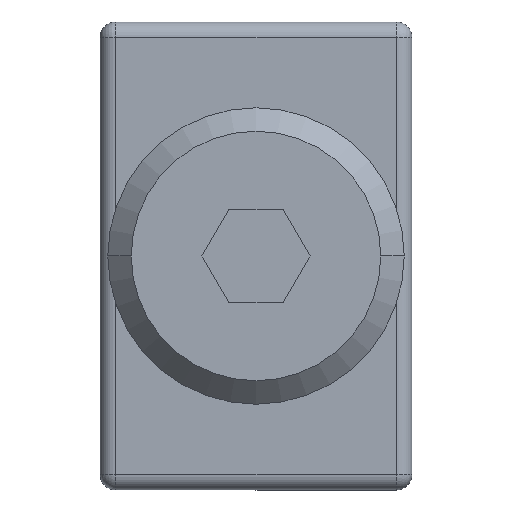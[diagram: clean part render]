
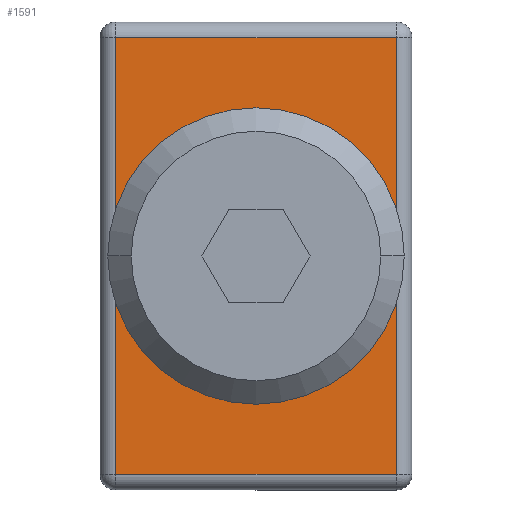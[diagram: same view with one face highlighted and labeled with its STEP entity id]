
A CAD part, left-side view. The second image highlights one B-rep face of the part: STEP entity #1591.
In plain terms, the highlighted face is planar.
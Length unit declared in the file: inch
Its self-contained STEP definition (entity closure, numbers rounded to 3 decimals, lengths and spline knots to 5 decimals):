
#194 = ORIENTED_EDGE ( 'NONE', *, *, #4239, .T. ) ;
#300 = DIRECTION ( 'NONE',  ( 0., 0., 1. ) ) ;
#944 = VERTEX_POINT ( 'NONE', #1874 ) ;
#957 = VERTEX_POINT ( 'NONE', #1580 ) ;
#962 = VERTEX_POINT ( 'NONE', #1561 ) ;
#1258 = ORIENTED_EDGE ( 'NONE', *, *, #3672, .T. ) ;
#1411 = CARTESIAN_POINT ( 'NONE',  ( 0., 0.01969, 0. ) ) ;
#1561 = CARTESIAN_POINT ( 'NONE',  ( 0.57087, 0.01969, 0. ) ) ;
#1580 = CARTESIAN_POINT ( 'NONE',  ( 0.01969, 0.37394, 0. ) ) ;
#1583 = VECTOR ( 'NONE', #3530, 39.37008 ) ;
#1591 = ADVANCED_FACE ( 'NONE', ( #4492, #2191 ), #3006, .F. ) ;
#1711 = AXIS2_PLACEMENT_3D ( 'NONE', #5541, #300, #3441 ) ;
#1874 = CARTESIAN_POINT ( 'NONE',  ( 0.57087, 0.37394, 0. ) ) ;
#2085 = CARTESIAN_POINT ( 'NONE',  ( 0.18898, 0.19681, 0. ) ) ;
#2174 = VERTEX_POINT ( 'NONE', #3729 ) ;
#2191 = FACE_BOUND ( 'NONE', #5424, .T. ) ;
#2218 = CIRCLE ( 'NONE', #4777, 0.1063 ) ;
#2528 = CARTESIAN_POINT ( 'NONE',  ( 0.29528, 0.19681, 0. ) ) ;
#2540 = ORIENTED_EDGE ( 'NONE', *, *, #3951, .T. ) ;
#2584 = DIRECTION ( 'NONE',  ( 0., 0., 1. ) ) ;
#2773 = AXIS2_PLACEMENT_3D ( 'NONE', #5142, #2584, #5567 ) ;
#2790 = LINE ( 'NONE', #5205, #1583 ) ;
#2916 = ORIENTED_EDGE ( 'NONE', *, *, #3465, .T. ) ;
#2980 = DIRECTION ( 'NONE',  ( 1., 0., 0. ) ) ;
#3006 = PLANE ( 'NONE',  #1711 ) ;
#3190 = VECTOR ( 'NONE', #5558, 39.37008 ) ;
#3300 = VERTEX_POINT ( 'NONE', #2085 ) ;
#3377 = VERTEX_POINT ( 'NONE', #3451 ) ;
#3387 = EDGE_CURVE ( 'NONE', #3377, #3300, #4517, .T. ) ;
#3441 = DIRECTION ( 'NONE',  ( 1., 0., 0. ) ) ;
#3451 = CARTESIAN_POINT ( 'NONE',  ( 0.40157, 0.19681, 0. ) ) ;
#3465 = EDGE_CURVE ( 'NONE', #3300, #3377, #2218, .T. ) ;
#3478 = VECTOR ( 'NONE', #5067, 39.37008 ) ;
#3530 = DIRECTION ( 'NONE',  ( 0., 1., 0. ) ) ;
#3545 = LINE ( 'NONE', #1411, #3936 ) ;
#3672 = EDGE_CURVE ( 'NONE', #957, #944, #4334, .T. ) ;
#3729 = CARTESIAN_POINT ( 'NONE',  ( 0.01969, 0.01969, 0. ) ) ;
#3731 = LINE ( 'NONE', #3795, #3478 ) ;
#3795 = CARTESIAN_POINT ( 'NONE',  ( 0.57087, 0., 0. ) ) ;
#3899 = ORIENTED_EDGE ( 'NONE', *, *, #3387, .T. ) ;
#3936 = VECTOR ( 'NONE', #4473, 39.37008 ) ;
#3951 = EDGE_CURVE ( 'NONE', #2174, #957, #2790, .T. ) ;
#4091 = EDGE_LOOP ( 'NONE', ( #4610, #194, #2540, #1258 ) ) ;
#4239 = EDGE_CURVE ( 'NONE', #962, #2174, #3545, .T. ) ;
#4334 = LINE ( 'NONE', #5132, #3190 ) ;
#4473 = DIRECTION ( 'NONE',  ( -1., 0., 0. ) ) ;
#4492 = FACE_OUTER_BOUND ( 'NONE', #4091, .T. ) ;
#4517 = CIRCLE ( 'NONE', #2773, 0.1063 ) ;
#4610 = ORIENTED_EDGE ( 'NONE', *, *, #5087, .T. ) ;
#4777 = AXIS2_PLACEMENT_3D ( 'NONE', #2528, #5521, #2980 ) ;
#5067 = DIRECTION ( 'NONE',  ( 0., -1., 0. ) ) ;
#5087 = EDGE_CURVE ( 'NONE', #944, #962, #3731, .T. ) ;
#5132 = CARTESIAN_POINT ( 'NONE',  ( 0.57087, 0.37394, 0. ) ) ;
#5142 = CARTESIAN_POINT ( 'NONE',  ( 0.29528, 0.19681, 0. ) ) ;
#5205 = CARTESIAN_POINT ( 'NONE',  ( 0.01969, 0.37394, 0. ) ) ;
#5424 = EDGE_LOOP ( 'NONE', ( #3899, #2916 ) ) ;
#5521 = DIRECTION ( 'NONE',  ( 0., 0., 1. ) ) ;
#5541 = CARTESIAN_POINT ( 'NONE',  ( 0., 0., 0. ) ) ;
#5558 = DIRECTION ( 'NONE',  ( 1., 0., 0. ) ) ;
#5567 = DIRECTION ( 'NONE',  ( 1., 0., 0. ) ) ;
